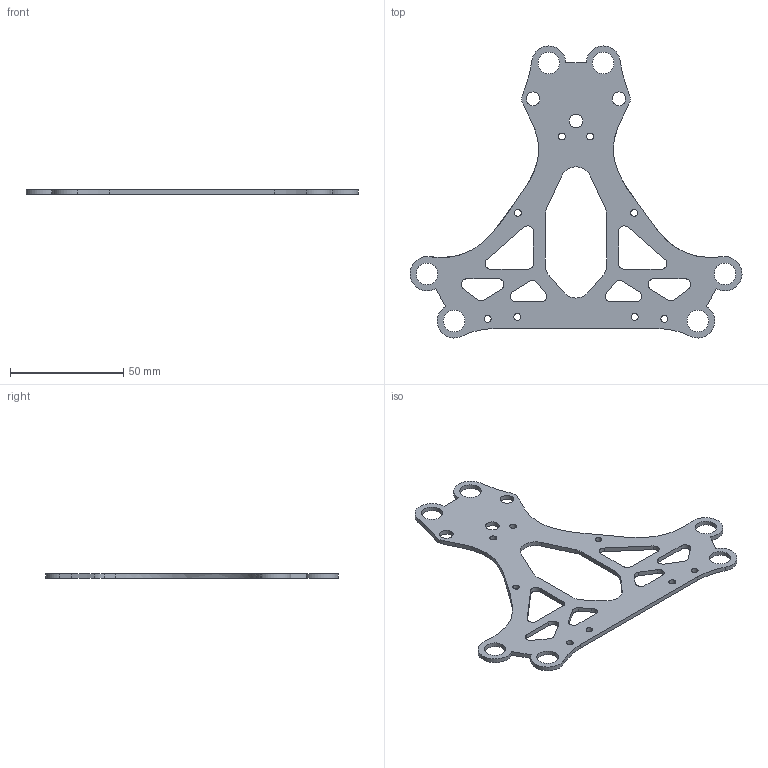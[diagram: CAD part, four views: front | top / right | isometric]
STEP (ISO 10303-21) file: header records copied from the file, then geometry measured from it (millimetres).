
FILE_DESCRIPTION(/* description */ (''),/* implementation_level */ '2;1');
FILE_NAME(/* name */ 'CameraDamppedBasePlate02.step',/* time_stamp */ '2023-05-24T11:32:28+08:00',/* author */ (''),/* organization */ (''),/* preprocessor_version */ 'ST-DEVELOPER v19.2',/* originating_system */ 'Autodesk Translation Framework v12.4.0.73',/* authorisation */ '');
FILE_SCHEMA (('AUTOMOTIVE_DESIGN { 1 0 10303 214 3 1 1 }','TECHNICAL_DATA_PACKAGING'));
Length unit declared in the file: millimetre
Products named in the file (1): CameraDamppedBasePlate02
Bounding box: 146.45 x 128.83 x 2 mm (x, y, z)
Volume: 11696.3 mm3; surface area: 14233.6 mm2
Topology: 1 solids, 1 shells, 95 faces, 279 edges, 186 vertices
Faces by surface type: cylinder 55, plane 36, bspline 4
Full cylindrical faces by diameter (mm): 3 x8, 6 x3, 9.5 x6
Entity records: 3565 total; most frequent: CARTESIAN_POINT 829, DIRECTION 561, ORIENTED_EDGE 558, EDGE_CURVE 279, AXIS2_PLACEMENT_3D 202, VERTEX_POINT 186, LINE 157, VECTOR 157
